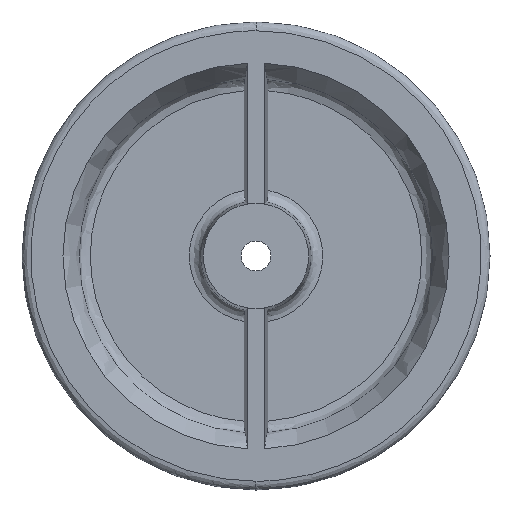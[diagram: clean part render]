
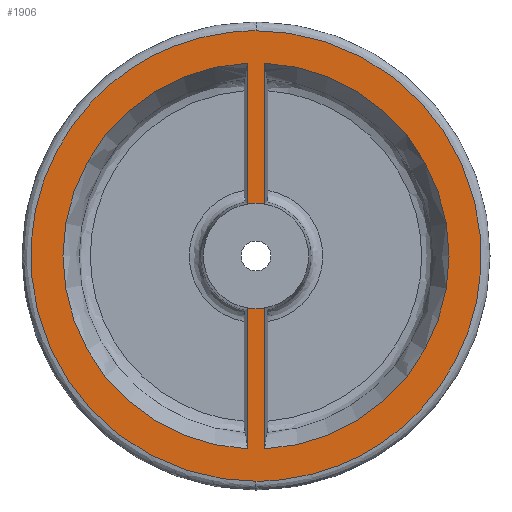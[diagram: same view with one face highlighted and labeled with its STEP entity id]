
A CAD part, left-side view. The second image highlights one B-rep face of the part: STEP entity #1906.
In plain terms, the highlighted planar face has unit normal (-1, 0, 0).
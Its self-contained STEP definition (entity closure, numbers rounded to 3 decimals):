
#14 = ORIENTED_EDGE ( 'NONE', *, *, #515, .F. ) ;
#44 = PLANE ( 'NONE',  #2368 ) ;
#66 = CIRCLE ( 'NONE', #3606, 9.044 ) ;
#175 = DIRECTION ( 'NONE',  ( -1., 0., 0. ) ) ;
#198 = CARTESIAN_POINT ( 'NONE',  ( -8., 1.5, 8.918 ) ) ;
#214 = CARTESIAN_POINT ( 'NONE',  ( -8., 77., -38.5 ) ) ;
#217 = CARTESIAN_POINT ( 'NONE',  ( -8., 0., 38.5 ) ) ;
#289 = DIRECTION ( 'NONE',  ( -1., 0., 0. ) ) ;
#299 = DIRECTION ( 'NONE',  ( -1., 0., 0. ) ) ;
#341 = CARTESIAN_POINT ( 'NONE',  ( -8., -1.5, -32.966 ) ) ;
#361 = VECTOR ( 'NONE', #1559, 1000. ) ;
#390 = DIRECTION ( 'NONE',  ( 0., 0., 1. ) ) ;
#434 = CARTESIAN_POINT ( 'NONE',  ( -8., -1.5, 32.966 ) ) ;
#435 = CARTESIAN_POINT ( 'NONE',  ( -8., 0., 0. ) ) ;
#447 =( BOUNDED_CURVE ( )  B_SPLINE_CURVE ( 3, ( #551, #1685, #1052, #1404 ),
 .UNSPECIFIED., .F., .T. ) 
 B_SPLINE_CURVE_WITH_KNOTS ( ( 4, 4 ),
 ( 0., 0.5 ),
 .UNSPECIFIED. ) 
 CURVE ( )  GEOMETRIC_REPRESENTATION_ITEM ( )  RATIONAL_B_SPLINE_CURVE ( ( 1., 0.333, 0.333, 1. ) ) 
 REPRESENTATION_ITEM ( '' )  );
#471 = CARTESIAN_POINT ( 'NONE',  ( -8., 1.5, -32.966 ) ) ;
#477 = CARTESIAN_POINT ( 'NONE',  ( -8., 0., 0. ) ) ;
#485 = EDGE_CURVE ( 'NONE', #1111, #695, #2675, .T. ) ;
#515 = EDGE_CURVE ( 'NONE', #2133, #543, #3256, .T. ) ;
#522 = CARTESIAN_POINT ( 'NONE',  ( -8., 1.5, 40. ) ) ;
#543 = VERTEX_POINT ( 'NONE', #198 ) ;
#551 = CARTESIAN_POINT ( 'NONE',  ( -8., 0., 38.5 ) ) ;
#571 = CARTESIAN_POINT ( 'NONE',  ( -8., 0., -38.5 ) ) ;
#600 = FACE_OUTER_BOUND ( 'NONE', #2670, .T. ) ;
#638 = VERTEX_POINT ( 'NONE', #688 ) ;
#686 = VERTEX_POINT ( 'NONE', #1130 ) ;
#688 = CARTESIAN_POINT ( 'NONE',  ( -8., 1.5, 32.966 ) ) ;
#695 = VERTEX_POINT ( 'NONE', #217 ) ;
#723 = VECTOR ( 'NONE', #1485, 1000. ) ;
#746 = CARTESIAN_POINT ( 'NONE',  ( -8., 0., 0. ) ) ;
#796 = DIRECTION ( 'NONE',  ( 0., 0., -1. ) ) ;
#848 = EDGE_LOOP ( 'NONE', ( #917, #2943, #2701, #3603, #14, #1362, #2376, #2862, #2255, #1145 ) ) ;
#879 = DIRECTION ( 'NONE',  ( 1., 0., 0. ) ) ;
#887 = EDGE_CURVE ( 'NONE', #686, #2794, #2519, .T. ) ;
#917 = ORIENTED_EDGE ( 'NONE', *, *, #2818, .F. ) ;
#981 = EDGE_CURVE ( 'NONE', #2794, #1785, #1067, .T. ) ;
#989 = CARTESIAN_POINT ( 'NONE',  ( -8., 1.5, -8.918 ) ) ;
#1023 = DIRECTION ( 'NONE',  ( 0., 0., -1. ) ) ;
#1052 = CARTESIAN_POINT ( 'NONE',  ( -8., -77., -38.5 ) ) ;
#1067 = CIRCLE ( 'NONE', #2001, 33. ) ;
#1111 = VERTEX_POINT ( 'NONE', #571 ) ;
#1130 = CARTESIAN_POINT ( 'NONE',  ( -8., -1.5, 8.918 ) ) ;
#1145 = ORIENTED_EDGE ( 'NONE', *, *, #3209, .F. ) ;
#1174 = CARTESIAN_POINT ( 'NONE',  ( -8., 0., 40. ) ) ;
#1246 = DIRECTION ( 'NONE',  ( -1., 0., 0. ) ) ;
#1362 = ORIENTED_EDGE ( 'NONE', *, *, #2061, .F. ) ;
#1366 = EDGE_CURVE ( 'NONE', #3222, #638, #2074, .T. ) ;
#1369 = AXIS2_PLACEMENT_3D ( 'NONE', #3633, #289, #2246 ) ;
#1404 = CARTESIAN_POINT ( 'NONE',  ( -8., 0., -38.5 ) ) ;
#1423 = CIRCLE ( 'NONE', #1369, 9.044 ) ;
#1429 = CIRCLE ( 'NONE', #2719, 9.044 ) ;
#1485 = DIRECTION ( 'NONE',  ( 0., 0., 1. ) ) ;
#1503 = DIRECTION ( 'NONE',  ( 0., 0., -1. ) ) ;
#1535 = ORIENTED_EDGE ( 'NONE', *, *, #1652, .F. ) ;
#1559 = DIRECTION ( 'NONE',  ( 0., 0., -1. ) ) ;
#1646 = DIRECTION ( 'NONE',  ( 0., 0., -1. ) ) ;
#1652 = EDGE_CURVE ( 'NONE', #695, #1111, #447, .T. ) ;
#1685 = CARTESIAN_POINT ( 'NONE',  ( -8., -77., 38.5 ) ) ;
#1732 = FACE_BOUND ( 'NONE', #848, .T. ) ;
#1763 = DIRECTION ( 'NONE',  ( 0., 0., 1. ) ) ;
#1785 = VERTEX_POINT ( 'NONE', #341 ) ;
#1906 = ADVANCED_FACE ( 'NONE', ( #600, #1732 ), #44, .T. ) ;
#1977 = DIRECTION ( 'NONE',  ( 0., 0., -1. ) ) ;
#2001 = AXIS2_PLACEMENT_3D ( 'NONE', #2247, #879, #1977 ) ;
#2061 = EDGE_CURVE ( 'NONE', #686, #2133, #1423, .T. ) ;
#2063 = CARTESIAN_POINT ( 'NONE',  ( -8., 0., 0. ) ) ;
#2071 = CARTESIAN_POINT ( 'NONE',  ( -8., 0., 9.044 ) ) ;
#2074 = CIRCLE ( 'NONE', #2954, 33. ) ;
#2133 = VERTEX_POINT ( 'NONE', #2071 ) ;
#2138 = VECTOR ( 'NONE', #1763, 1000. ) ;
#2151 = CARTESIAN_POINT ( 'NONE',  ( -8., 77., 38.5 ) ) ;
#2188 = AXIS2_PLACEMENT_3D ( 'NONE', #477, #2993, #1646 ) ;
#2224 = LINE ( 'NONE', #522, #2525 ) ;
#2246 = DIRECTION ( 'NONE',  ( 0., 0., -1. ) ) ;
#2247 = CARTESIAN_POINT ( 'NONE',  ( -8., 0., 0. ) ) ;
#2255 = ORIENTED_EDGE ( 'NONE', *, *, #3588, .T. ) ;
#2332 = CARTESIAN_POINT ( 'NONE',  ( -8., 1.5, 40. ) ) ;
#2344 = CARTESIAN_POINT ( 'NONE',  ( -8., -1.5, 40. ) ) ;
#2368 = AXIS2_PLACEMENT_3D ( 'NONE', #1174, #1246, #390 ) ;
#2376 = ORIENTED_EDGE ( 'NONE', *, *, #887, .T. ) ;
#2508 = EDGE_CURVE ( 'NONE', #638, #543, #2852, .T. ) ;
#2519 = LINE ( 'NONE', #3398, #2138 ) ;
#2525 = VECTOR ( 'NONE', #796, 1000. ) ;
#2529 = VERTEX_POINT ( 'NONE', #3175 ) ;
#2670 = EDGE_LOOP ( 'NONE', ( #1535, #2895 ) ) ;
#2675 =( BOUNDED_CURVE ( )  B_SPLINE_CURVE ( 3, ( #2718, #214, #2151, #2687 ),
 .UNSPECIFIED., .F., .T. ) 
 B_SPLINE_CURVE_WITH_KNOTS ( ( 4, 4 ),
 ( 0.5, 1. ),
 .UNSPECIFIED. ) 
 CURVE ( )  GEOMETRIC_REPRESENTATION_ITEM ( )  RATIONAL_B_SPLINE_CURVE ( ( 1., 0.333, 0.333, 1. ) ) 
 REPRESENTATION_ITEM ( '' )  );
#2687 = CARTESIAN_POINT ( 'NONE',  ( -8., 0., 38.5 ) ) ;
#2692 = DIRECTION ( 'NONE',  ( 0., 0., -1. ) ) ;
#2701 = ORIENTED_EDGE ( 'NONE', *, *, #1366, .T. ) ;
#2717 = VERTEX_POINT ( 'NONE', #989 ) ;
#2718 = CARTESIAN_POINT ( 'NONE',  ( -8., 0., -38.5 ) ) ;
#2719 = AXIS2_PLACEMENT_3D ( 'NONE', #2063, #299, #1503 ) ;
#2794 = VERTEX_POINT ( 'NONE', #434 ) ;
#2818 = EDGE_CURVE ( 'NONE', #2717, #3107, #1429, .T. ) ;
#2852 = LINE ( 'NONE', #2332, #361 ) ;
#2862 = ORIENTED_EDGE ( 'NONE', *, *, #981, .T. ) ;
#2895 = ORIENTED_EDGE ( 'NONE', *, *, #485, .F. ) ;
#2943 = ORIENTED_EDGE ( 'NONE', *, *, #3359, .T. ) ;
#2954 = AXIS2_PLACEMENT_3D ( 'NONE', #435, #2983, #2692 ) ;
#2983 = DIRECTION ( 'NONE',  ( 1., 0., 0. ) ) ;
#2993 = DIRECTION ( 'NONE',  ( -1., 0., 0. ) ) ;
#3107 = VERTEX_POINT ( 'NONE', #3282 ) ;
#3175 = CARTESIAN_POINT ( 'NONE',  ( -8., -1.5, -8.918 ) ) ;
#3209 = EDGE_CURVE ( 'NONE', #3107, #2529, #66, .T. ) ;
#3222 = VERTEX_POINT ( 'NONE', #471 ) ;
#3256 = CIRCLE ( 'NONE', #2188, 9.044 ) ;
#3282 = CARTESIAN_POINT ( 'NONE',  ( -8., 0., -9.044 ) ) ;
#3359 = EDGE_CURVE ( 'NONE', #2717, #3222, #2224, .T. ) ;
#3398 = CARTESIAN_POINT ( 'NONE',  ( -8., -1.5, 40. ) ) ;
#3443 = LINE ( 'NONE', #2344, #723 ) ;
#3588 = EDGE_CURVE ( 'NONE', #1785, #2529, #3443, .T. ) ;
#3603 = ORIENTED_EDGE ( 'NONE', *, *, #2508, .T. ) ;
#3606 = AXIS2_PLACEMENT_3D ( 'NONE', #746, #175, #1023 ) ;
#3633 = CARTESIAN_POINT ( 'NONE',  ( -8., 0., 0. ) ) ;
